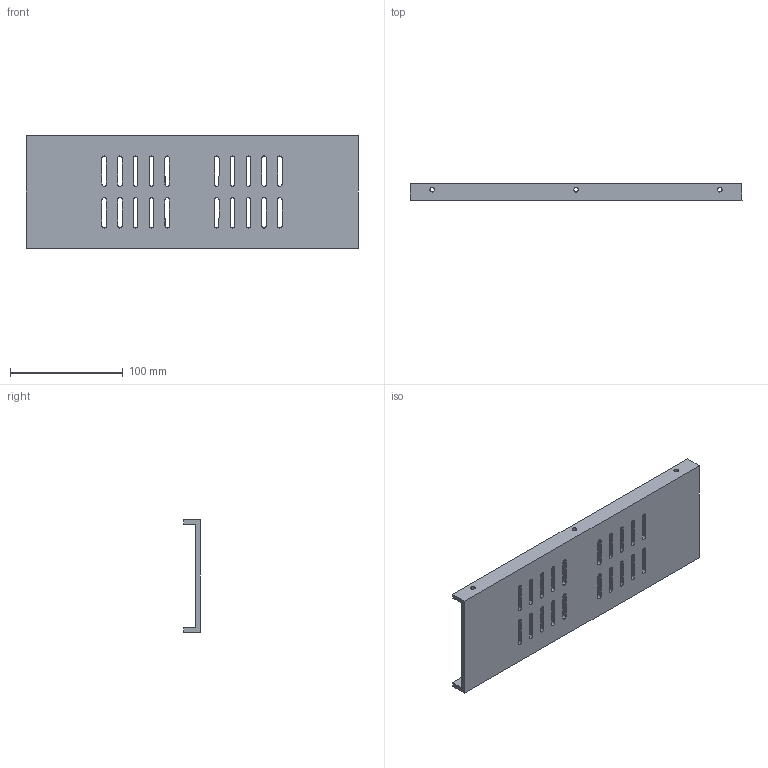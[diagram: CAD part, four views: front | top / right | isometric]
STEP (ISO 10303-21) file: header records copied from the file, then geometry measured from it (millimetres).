
FILE_DESCRIPTION(/* description */ (''),/* implementation_level */ '2;1');
FILE_NAME(/* name */ '4mm-Aluminum-Panel-Left',/* time_stamp */ '2021-11-29T17:36:55+01:00',/* author */ (''),/* organization */ (''),/* preprocessor_version */ 'ST-DEVELOPER v10',/* originating_system */ '',/* authorisation */ '');
FILE_SCHEMA (('CONFIG_CONTROL_DESIGN'));
Length unit declared in the file: millimetre
Products named in the file (1): 1
Bounding box: 295 x 15 x 100 mm (x, y, z)
Volume: 135336 mm3; surface area: 75975.8 mm2
Topology: 1 solids, 1 shells, 62 faces, 180 edges, 120 vertices
Faces by surface type: bspline 62
Entity records: 3058 total; most frequent: CARTESIAN_POINT 1930, ORIENTED_EDGE 360, EDGE_CURVE 180, VERTEX_POINT 120, EDGE_LOOP 114, B_SPLINE_CURVE_WITH_KNOTS 76, ADVANCED_FACE 62, FACE_OUTER_BOUND 62
